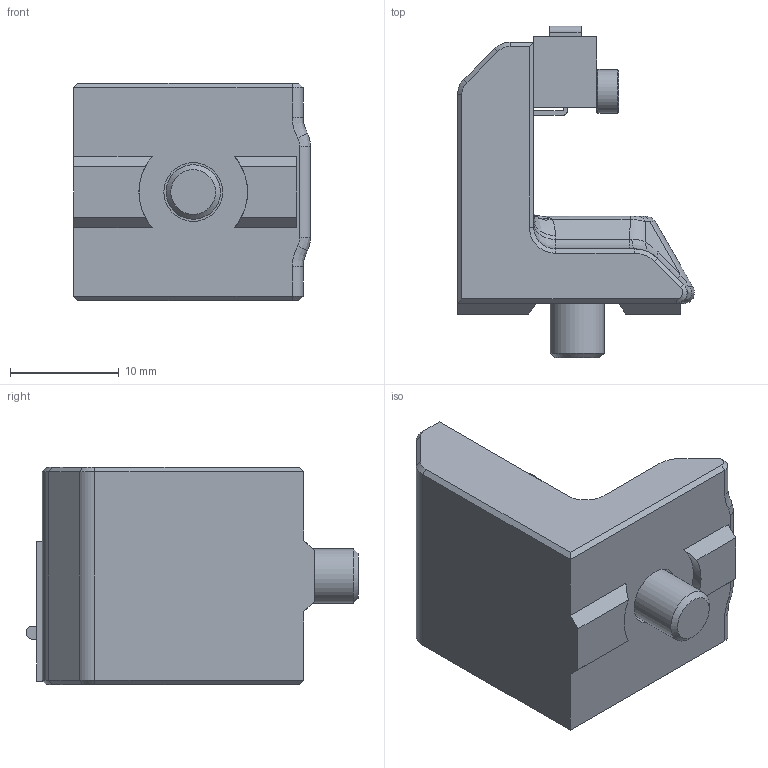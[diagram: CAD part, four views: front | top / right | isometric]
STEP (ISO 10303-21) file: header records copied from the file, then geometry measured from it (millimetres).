
FILE_DESCRIPTION(/* description */ (''),/* implementation_level */ '2;1');
FILE_NAME(/* name */ 'Y Endstop Assembly.step',/* time_stamp */ '2026-01-19T19:55:58-05:00',/* author */ (''),/* organization */ (''),/* preprocessor_version */ 'ST-DEVELOPER v20.1',/* originating_system */ 'Autodesk Translation Framework v14.21.0.0',/* authorisation */ '');
FILE_SCHEMA (('AUTOMOTIVE_DESIGN { 1 0 10303 214 3 1 1 }'));
Length unit declared in the file: millimetre
Products named in the file (6): Y Endstop Assembly; Omron D2F; Microswitch; Button; M2x10 Self Tapping; M5x10 BHCS
Assembly tree (6 placements, depth 3):
  Y Endstop Assembly
    Omron D2F
      Microswitch
      Button
    M2x10 Self Tapping  x2
    M5x10 BHCS
Bounding box: 21.77 x 30.5 x 20 mm (x, y, z)
Volume: 5342.6 mm3; surface area: 3500 mm2
Topology: 6 solids, 6 shells, 241 faces, 560 edges, 340 vertices
Faces by surface type: plane 121, cylinder 54, bspline 41, cone 22, sphere 3
Full cylindrical faces by diameter (mm): 1.8 x2, 2 x3, 4 x2, 5 x1, 5.4 x1, 9.5 x1, 10 x1
Entity records: 8527 total; most frequent: CARTESIAN_POINT 3272, ORIENTED_EDGE 1044, DIRECTION 1040, EDGE_CURVE 522, AXIS2_PLACEMENT_3D 372, VERTEX_POINT 319, LINE 296, VECTOR 296
